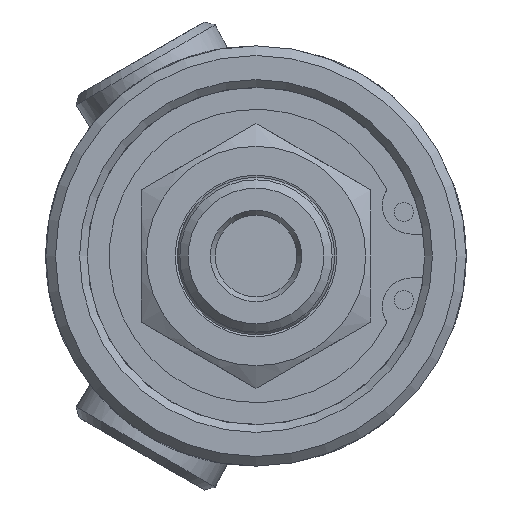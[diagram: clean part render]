
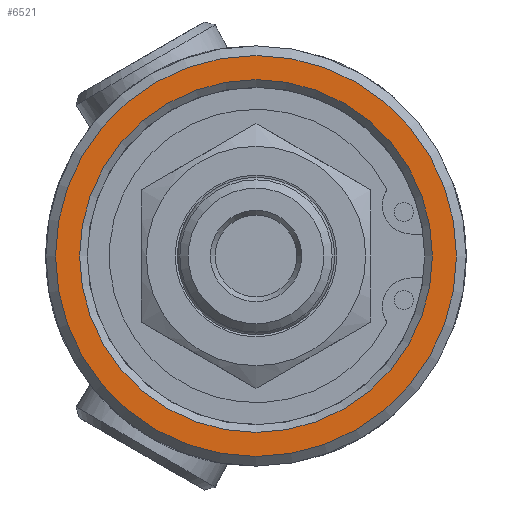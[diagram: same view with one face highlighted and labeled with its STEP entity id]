
A CAD part, left-side view. The second image highlights one B-rep face of the part: STEP entity #6521.
In plain terms, the highlighted planar face has unit normal (-1, 0, 0).
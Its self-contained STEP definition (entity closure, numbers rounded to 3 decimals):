
#622=FACE_BOUND('',#2005,.T.);
#1469=PLANE('',#6955);
#1621=FACE_OUTER_BOUND('',#2004,.T.);
#2004=EDGE_LOOP('',(#4480));
#2005=EDGE_LOOP('',(#4481));
#2442=CIRCLE('',#6954,18.34);
#2443=CIRCLE('',#6956,20.85);
#2730=VERTEX_POINT('',#9613);
#2731=VERTEX_POINT('',#9617);
#3432=EDGE_CURVE('',#2730,#2730,#2442,.T.);
#3433=EDGE_CURVE('',#2731,#2731,#2443,.T.);
#4480=ORIENTED_EDGE('',*,*,#3433,.F.);
#4481=ORIENTED_EDGE('',*,*,#3432,.F.);
#6521=ADVANCED_FACE('',(#1621,#622),#1469,.T.);
#6954=AXIS2_PLACEMENT_3D('',#9615,#7544,#7545);
#6955=AXIS2_PLACEMENT_3D('',#9616,#7546,#7547);
#6956=AXIS2_PLACEMENT_3D('',#9618,#7548,#7549);
#7544=DIRECTION('center_axis',(-1.,0.,0.));
#7545=DIRECTION('ref_axis',(0.,-1.,0.));
#7546=DIRECTION('center_axis',(-1.,0.,0.));
#7547=DIRECTION('ref_axis',(0.,0.,1.));
#7548=DIRECTION('center_axis',(1.,0.,0.));
#7549=DIRECTION('ref_axis',(0.,-1.,0.));
#9613=CARTESIAN_POINT('',(0.,18.34,0.));
#9615=CARTESIAN_POINT('Origin',(0.,0.,0.));
#9616=CARTESIAN_POINT('Origin',(0.,10.925,0.));
#9617=CARTESIAN_POINT('',(0.,20.85,0.));
#9618=CARTESIAN_POINT('Origin',(0.,0.,0.));
